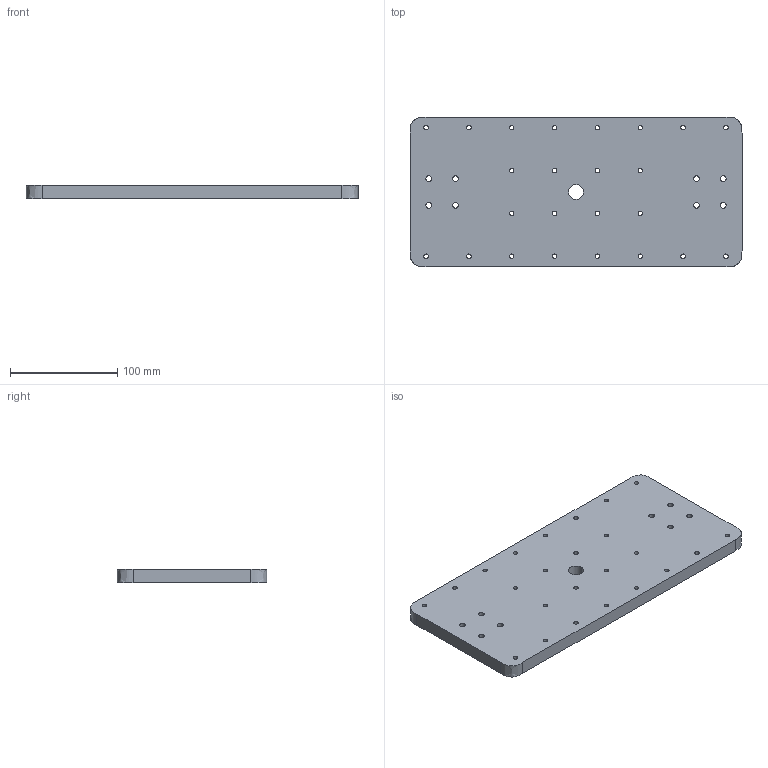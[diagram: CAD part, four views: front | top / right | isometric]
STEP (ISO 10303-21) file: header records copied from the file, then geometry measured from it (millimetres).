
FILE_DESCRIPTION (( 'STEP AP214' ), '1' );
FILE_NAME ('Base Plate.STEP', '2025-12-07T22:48:25', ( '' ), ( '' ), 'SwSTEP 2.0', 'SolidWorks 2025', '' );
FILE_SCHEMA (( 'AUTOMOTIVE_DESIGN' ));
Length unit declared in the file: millimetre
Products named in the file (1): Base Plate
Bounding box: 310 x 140 x 12.7 mm (x, y, z)
Volume: 540742.1 mm3; surface area: 102577.3 mm2
Topology: 1 solids, 1 shells, 92 faces, 254 edges, 164 vertices
Faces by surface type: cylinder 66, cone 16, plane 6, bspline 4
Entity records: 3657 total; most frequent: CARTESIAN_POINT 1059, DIRECTION 564, ORIENTED_EDGE 508, EDGE_CURVE 254, AXIS2_PLACEMENT_3D 237, VERTEX_POINT 164, EDGE_LOOP 158, CIRCLE 148
